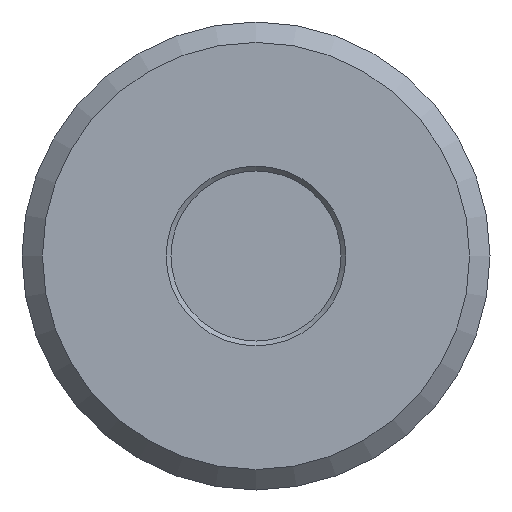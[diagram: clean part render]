
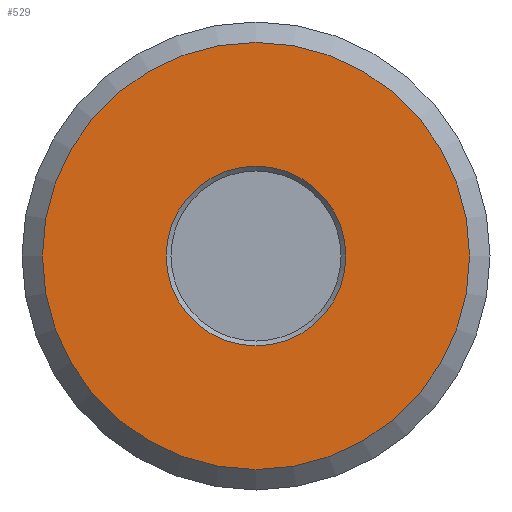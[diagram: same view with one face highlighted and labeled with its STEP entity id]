
A CAD part, front view. The second image highlights one B-rep face of the part: STEP entity #529.
In plain terms, the highlighted planar face has unit normal (0, -1, 0).
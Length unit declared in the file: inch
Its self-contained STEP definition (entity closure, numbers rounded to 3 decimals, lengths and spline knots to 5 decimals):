
#48 = EDGE_CURVE ( 'NONE', #255, #255, #537, .T. ) ;
#62 = FACE_BOUND ( 'NONE', #296, .T. ) ;
#139 = AXIS2_PLACEMENT_3D ( 'NONE', #284, #282, #280 ) ;
#146 = EDGE_CURVE ( 'NONE', #246, #246, #414, .T. ) ;
#196 = FACE_OUTER_BOUND ( 'NONE', #324, .T. ) ;
#206 = CARTESIAN_POINT ( 'NONE',  ( 0., 0., 0.13207 ) ) ;
#215 = AXIS2_PLACEMENT_3D ( 'NONE', #218, #231, #227 ) ;
#218 = CARTESIAN_POINT ( 'NONE',  ( 0., 0., 0. ) ) ;
#227 = DIRECTION ( 'NONE',  ( 0., 0., 1. ) ) ;
#231 = DIRECTION ( 'NONE',  ( 0., 1., 0. ) ) ;
#246 = VERTEX_POINT ( 'NONE', #440 ) ;
#255 = VERTEX_POINT ( 'NONE', #206 ) ;
#266 = DIRECTION ( 'NONE',  ( 0., 0., 1. ) ) ;
#280 = DIRECTION ( 'NONE',  ( 0., 0., -1. ) ) ;
#282 = DIRECTION ( 'NONE',  ( 0., -1., 0. ) ) ;
#284 = CARTESIAN_POINT ( 'NONE',  ( -0.13207, 0., 0. ) ) ;
#296 = EDGE_LOOP ( 'NONE', ( #354 ) ) ;
#324 = EDGE_LOOP ( 'NONE', ( #407 ) ) ;
#336 = PLANE ( 'NONE',  #139 ) ;
#341 = DIRECTION ( 'NONE',  ( 0., 1., 0. ) ) ;
#342 = CARTESIAN_POINT ( 'NONE',  ( 0., 0., 0. ) ) ;
#354 = ORIENTED_EDGE ( 'NONE', *, *, #48, .T. ) ;
#402 = AXIS2_PLACEMENT_3D ( 'NONE', #342, #341, #266 ) ;
#407 = ORIENTED_EDGE ( 'NONE', *, *, #146, .F. ) ;
#414 = CIRCLE ( 'NONE', #215, 0.31375 ) ;
#440 = CARTESIAN_POINT ( 'NONE',  ( 0., 0., 0.31375 ) ) ;
#529 = ADVANCED_FACE ( 'NONE', ( #62, #196 ), #336, .T. ) ;
#537 = CIRCLE ( 'NONE', #402, 0.13207 ) ;
